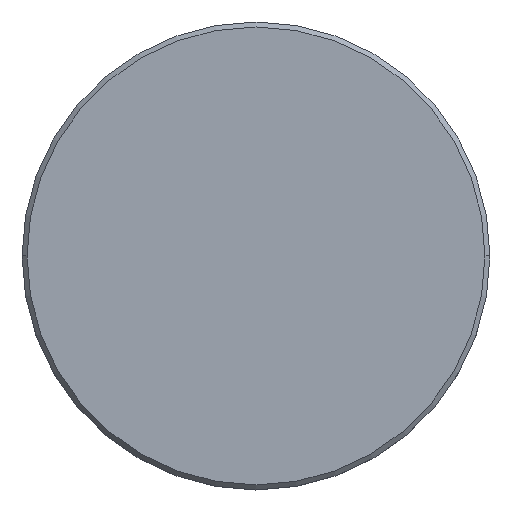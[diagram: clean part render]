
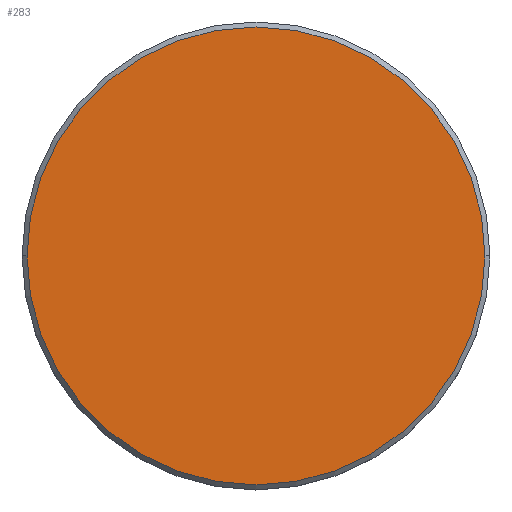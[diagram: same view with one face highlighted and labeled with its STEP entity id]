
A CAD part, top view. The second image highlights one B-rep face of the part: STEP entity #283.
In plain terms, the highlighted planar face has unit normal (0, 0, 1).
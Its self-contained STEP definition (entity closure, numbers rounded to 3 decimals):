
#18 = CIRCLE ( 'NONE', #422, 23. ) ;
#41 = EDGE_CURVE ( 'NONE', #276, #582, #18, .T. ) ;
#110 = DIRECTION ( 'NONE',  ( 0., 0., 1. ) ) ;
#120 = CIRCLE ( 'NONE', #218, 23. ) ;
#170 = CARTESIAN_POINT ( 'NONE',  ( 0., 0., 0. ) ) ;
#186 = PLANE ( 'NONE',  #800 ) ;
#218 = AXIS2_PLACEMENT_3D ( 'NONE', #719, #884, #1094 ) ;
#276 = VERTEX_POINT ( 'NONE', #808 ) ;
#283 = ADVANCED_FACE ( 'NONE', ( #450 ), #186, .T. ) ;
#296 = CARTESIAN_POINT ( 'NONE',  ( 0., 0., 0. ) ) ;
#422 = AXIS2_PLACEMENT_3D ( 'NONE', #296, #110, #674 ) ;
#450 = FACE_OUTER_BOUND ( 'NONE', #932, .T. ) ;
#582 = VERTEX_POINT ( 'NONE', #1108 ) ;
#674 = DIRECTION ( 'NONE',  ( 1., 0., 0. ) ) ;
#705 = DIRECTION ( 'NONE',  ( 1., 0., 0. ) ) ;
#719 = CARTESIAN_POINT ( 'NONE',  ( 0., 0., 0. ) ) ;
#800 = AXIS2_PLACEMENT_3D ( 'NONE', #170, #1176, #705 ) ;
#808 = CARTESIAN_POINT ( 'NONE',  ( -23., 0., 0. ) ) ;
#835 = EDGE_CURVE ( 'NONE', #582, #276, #120, .T. ) ;
#884 = DIRECTION ( 'NONE',  ( 0., 0., 1. ) ) ;
#932 = EDGE_LOOP ( 'NONE', ( #1073, #1069 ) ) ;
#1069 = ORIENTED_EDGE ( 'NONE', *, *, #835, .T. ) ;
#1073 = ORIENTED_EDGE ( 'NONE', *, *, #41, .T. ) ;
#1094 = DIRECTION ( 'NONE',  ( 1., 0., 0. ) ) ;
#1108 = CARTESIAN_POINT ( 'NONE',  ( 23., 0., 0. ) ) ;
#1176 = DIRECTION ( 'NONE',  ( 0., 0., 1. ) ) ;
